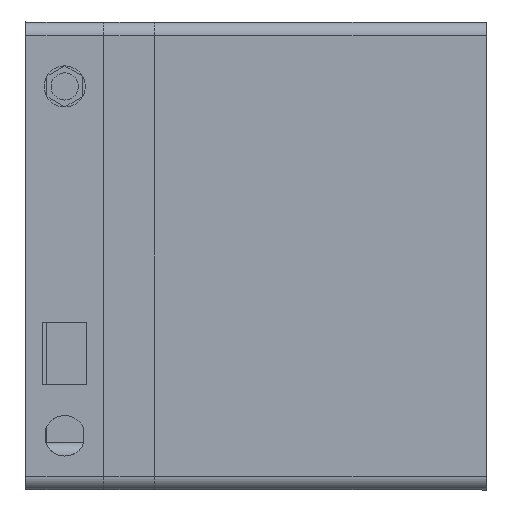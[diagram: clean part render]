
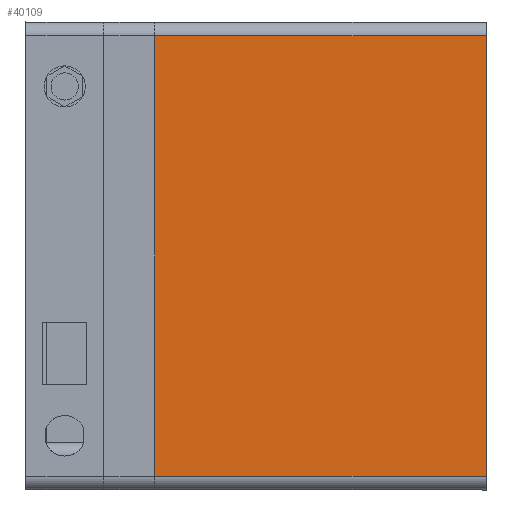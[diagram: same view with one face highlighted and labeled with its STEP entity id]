
A CAD part, left-side view. The second image highlights one B-rep face of the part: STEP entity #40109.
In plain terms, the highlighted planar face has unit normal (-1, 0, 0).
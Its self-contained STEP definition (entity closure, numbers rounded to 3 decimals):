
#2186=PLANE('',#43415);
#4734=FACE_OUTER_BOUND('',#7359,.T.);
#7359=EDGE_LOOP('',(#36474,#36475,#36476,#36477));
#11131=LINE('',#66084,#15462);
#11160=LINE('',#66155,#15491);
#11164=LINE('',#66164,#15495);
#11166=LINE('',#66168,#15497);
#15462=VECTOR('',#52853,10.);
#15491=VECTOR('',#52928,10.);
#15495=VECTOR('',#52938,10.);
#15497=VECTOR('',#52944,10.);
#20580=VERTEX_POINT('',#66081);
#20581=VERTEX_POINT('',#66083);
#20600=VERTEX_POINT('',#66153);
#20601=VERTEX_POINT('',#66160);
#25918=EDGE_CURVE('',#20581,#20580,#11131,.T.);
#25953=EDGE_CURVE('',#20600,#20580,#11160,.T.);
#25958=EDGE_CURVE('',#20581,#20601,#11164,.T.);
#25960=EDGE_CURVE('',#20601,#20600,#11166,.T.);
#36474=ORIENTED_EDGE('',*,*,#25953,.F.);
#36475=ORIENTED_EDGE('',*,*,#25960,.F.);
#36476=ORIENTED_EDGE('',*,*,#25958,.F.);
#36477=ORIENTED_EDGE('',*,*,#25918,.T.);
#40109=ADVANCED_FACE('',(#4734),#2186,.T.);
#43415=AXIS2_PLACEMENT_3D('',#66211,#52996,#52997);
#52853=DIRECTION('',(0.,0.,-1.));
#52928=DIRECTION('',(0.,1.,0.));
#52938=DIRECTION('',(0.,-1.,0.));
#52944=DIRECTION('',(0.,0.,-1.));
#52996=DIRECTION('center_axis',(-1.,0.,0.));
#52997=DIRECTION('ref_axis',(0.,0.,
-1.));
#66081=CARTESIAN_POINT('',(-32.172,87.008,2.034));
#66083=CARTESIAN_POINT('',(-32.172,87.008,132.034));
#66084=CARTESIAN_POINT('',(-32.172,87.008,136.034));
#66153=CARTESIAN_POINT('',(-32.172,-10.792,2.034));
#66155=CARTESIAN_POINT('',(-32.172,87.008,2.034));
#66160=CARTESIAN_POINT('',(-32.172,-10.792,132.034));
#66164=CARTESIAN_POINT('',(-32.172,87.008,132.034));
#66168=CARTESIAN_POINT('',(-32.172,-10.792,101.534));
#66211=CARTESIAN_POINT('Origin',(-32.172,87.008,136.034));
